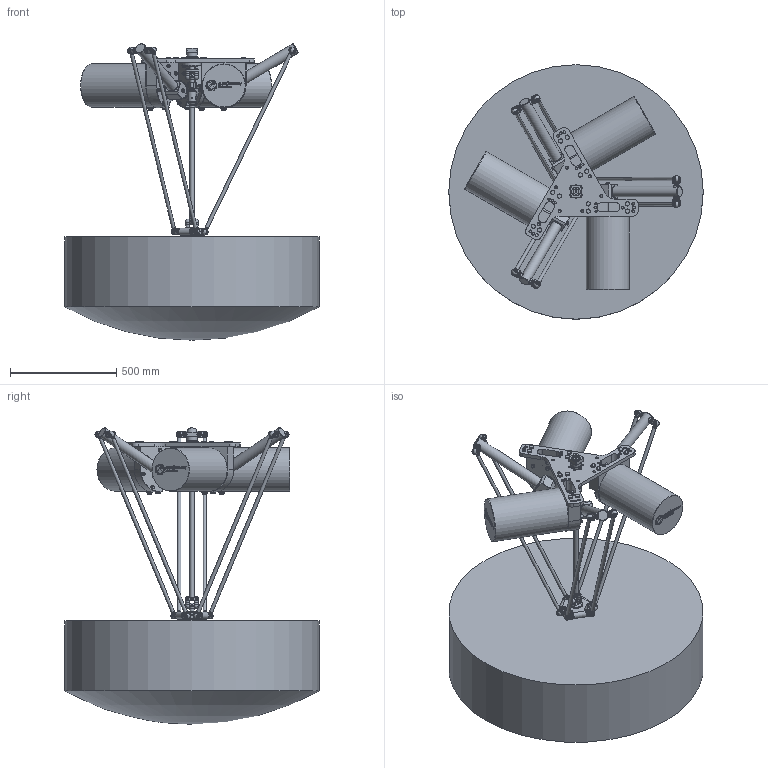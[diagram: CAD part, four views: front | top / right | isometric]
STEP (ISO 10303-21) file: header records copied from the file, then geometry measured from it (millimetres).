
FILE_DESCRIPTION(/* description */ ('Norm.iam Teamplte','CAx-IF Rec.Pracs.---Representation and Presentation of Product Manufacturing Information (PMI)---3.8---2014-02-18'),/* implementation_level */ '2;1');
FILE_NAME(/* name */ '3D-model_A_00873.stp',/* time_stamp */ '2022-11-09T16:51:00+01:00',/* author */ ('enrico.reif'),/* organization */ (''),/* preprocessor_version */ 'ST-DEVELOPER v16.5',/* originating_system */ 'Autodesk Inventor 2017',/* authorisation */ '');
FILE_SCHEMA (('AP242_MANAGED_MODEL_BASED_3D_ENGINEERING_MIM_LF { 1 0 10303 442 1 1 4 }'));
Products named in the file (12): A_00873_DUMMY HHD DELTA Robotermechanik RL4-1200-3kg; MT_WST00108830; MT_WST00109289 Dummy Kopfplatte; MT_WST00104314; MT_WST00108831 Unterarm Dummy; MT_WST00108839 Teleskopwelle; MT_WST00108844 Teleskopwelle Dummy; MT_WST00108846 Kugelgelenk Dummy; MT_WST00109291 Dummy Kardankreuz; MT_WST00109248 Werkzeugträger Dummy; MT_WST00109103 n/a; MT_WST00113182 Oberarm Dummy
Assembly tree (24 placements, depth 2):
  A_00873_DUMMY HHD DELTA Robotermechanik RL4-1200-3kg
    MT_WST00108830
    MT_WST00109289 Dummy Kopfplatte
    MT_WST00104314  x6
    MT_WST00108831 Unterarm Dummy  x6
    MT_WST00108839 Teleskopwelle
    MT_WST00108844 Teleskopwelle Dummy
    MT_WST00108846 Kugelgelenk Dummy
    MT_WST00109291 Dummy Kardankreuz  x2
    MT_WST00109248 Werkzeugträger Dummy
    MT_WST00109103 n/a
    MT_WST00113182 Oberarm Dummy  x3
Bounding box: 1200 x 1200 x 1397.9 mm (x, y, z)
Volume: 512596181.6 mm3; surface area: 5758712.6 mm2
Topology: 24 solids, 24 shells, 3148 faces, 7533 edges, 4852 vertices
Faces by surface type: plane 1538, cylinder 800, torus 365, cone 248, bspline 155, sphere 42
Full cylindrical faces by diameter (mm): 3.242 x4, 4.134 x4, 5 x1, 6 x24, 7 x7, 8 x25, 9.013 x1, 9.2 x14, 10 x19, 10.106 x6, 11 x30, 12 x1, 13 x6, 13.5 x12, 14.5 x2, 16 x66, 16.9 x27, 17.2 x12, 19 x8, 20 x1, 22 x10, 25 x2, 25.8 x1, 28 x6, 30 x3, 38 x2, 41 x1, 49 x3, 50 x4, 59 x2
Entity records: 80146 total; most frequent: CARTESIAN_POINT 27979, DIRECTION 10528, ORIENTED_EDGE 9814, EDGE_CURVE 4907, AXIS2_PLACEMENT_3D 4025, VERTEX_POINT 3390, EDGE_LOOP 3031, LINE 2478
